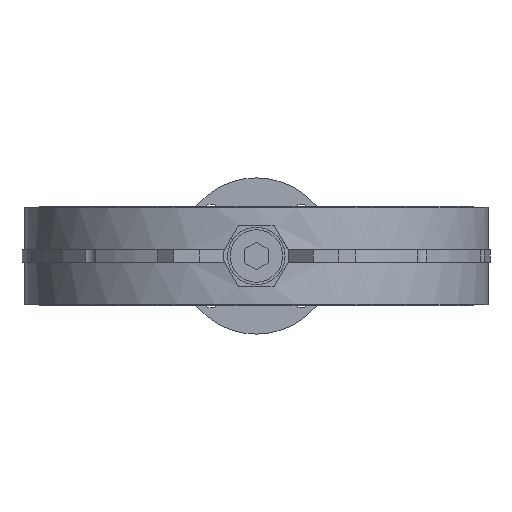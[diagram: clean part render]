
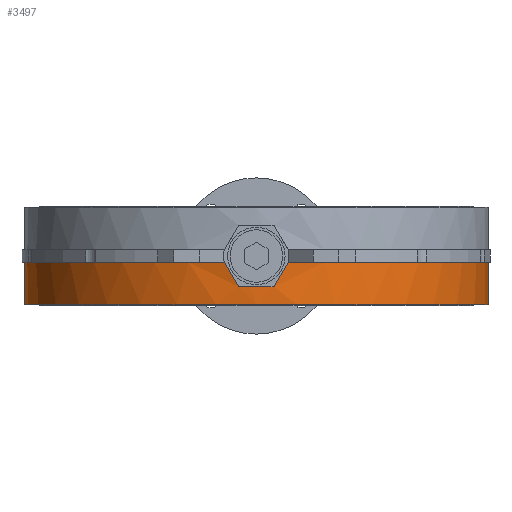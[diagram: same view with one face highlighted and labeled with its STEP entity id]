
A CAD part, front view. The second image highlights one B-rep face of the part: STEP entity #3497.
In plain terms, the highlighted cylindrical face has radius 185.5 mm (diameter 371 mm), a partial arc.
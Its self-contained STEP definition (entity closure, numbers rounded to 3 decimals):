
#237 = EDGE_CURVE ( 'NONE', #19966, #19339, #2097, .T. ) ;
#1528 = CARTESIAN_POINT ( 'NONE',  ( -17.91, -184.672, -17.98 ) ) ;
#1797 = AXIS2_PLACEMENT_3D ( 'NONE', #13161, #4870, #2799 ) ;
#1878 = CARTESIAN_POINT ( 'NONE',  ( 185.5, 0., -39. ) ) ;
#2009 = DIRECTION ( 'NONE',  ( 0., 0., 1. ) ) ;
#2080 = DIRECTION ( 'NONE',  ( 0., 0., 1. ) ) ;
#2097 =( BOUNDED_CURVE ( )  B_SPLINE_CURVE ( 3, ( #11986, #9948, #20185, #18444 ),
 .UNSPECIFIED., .F., .T. ) 
 B_SPLINE_CURVE_WITH_KNOTS ( ( 4, 4 ),
 ( 1.433, 1.494 ),
 .UNSPECIFIED. ) 
 CURVE ( )  GEOMETRIC_REPRESENTATION_ITEM ( )  RATIONAL_B_SPLINE_CURVE ( ( 1., 1., 1., 1. ) ) 
 REPRESENTATION_ITEM ( '' )  );
#2799 = DIRECTION ( 'NONE',  ( 1., 0., 0. ) ) ;
#3333 = LINE ( 'NONE', #16156, #3986 ) ;
#3497 = ADVANCED_FACE ( 'NONE', ( #7580 ), #17223, .T. ) ;
#3545 = VERTEX_POINT ( 'NONE', #9325 ) ;
#3986 = VECTOR ( 'NONE', #2009, 1000. ) ;
#4473 = DIRECTION ( 'NONE',  ( 0., 0., 1. ) ) ;
#4870 = DIRECTION ( 'NONE',  ( 0., 0., 1. ) ) ;
#5282 = LINE ( 'NONE', #24956, #21722 ) ;
#7373 = AXIS2_PLACEMENT_3D ( 'NONE', #11846, #26312, #13904 ) ;
#7580 = FACE_OUTER_BOUND ( 'NONE', #8159, .T. ) ;
#8159 = EDGE_LOOP ( 'NONE', ( #10558, #13036, #9294, #17634, #15841, #20393, #17067, #15040 ) ) ;
#8712 = EDGE_CURVE ( 'NONE', #19339, #9100, #19642, .T. ) ;
#9017 = CARTESIAN_POINT ( 'NONE',  ( -185.5, 0., -39. ) ) ;
#9100 = VERTEX_POINT ( 'NONE', #14632 ) ;
#9294 = ORIENTED_EDGE ( 'NONE', *, *, #13580, .T. ) ;
#9325 = CARTESIAN_POINT ( 'NONE',  ( 185.5, 0., -5. ) ) ;
#9948 = CARTESIAN_POINT ( 'NONE',  ( 21.664, -184.269, -11.478 ) ) ;
#10046 = VERTEX_POINT ( 'NONE', #19769 ) ;
#10182 = CARTESIAN_POINT ( 'NONE',  ( 0., 0., -24.5 ) ) ;
#10558 = ORIENTED_EDGE ( 'NONE', *, *, #19726, .F. ) ;
#10782 = VERTEX_POINT ( 'NONE', #9017 ) ;
#10899 = VERTEX_POINT ( 'NONE', #11545 ) ;
#11318 =( BOUNDED_CURVE ( )  B_SPLINE_CURVE ( 3, ( #13772, #1528, #24267, #20270 ),
 .UNSPECIFIED., .F., .F. ) 
 B_SPLINE_CURVE_WITH_KNOTS ( ( 4, 4 ),
 ( 4.789, 4.85 ),
 .UNSPECIFIED. ) 
 CURVE ( )  GEOMETRIC_REPRESENTATION_ITEM ( )  RATIONAL_B_SPLINE_CURVE ( ( 1., 1., 1., 1. ) ) 
 REPRESENTATION_ITEM ( '' )  );
#11496 = CIRCLE ( 'NONE', #1797, 185.5 ) ;
#11545 = CARTESIAN_POINT ( 'NONE',  ( -25.403, -183.752, -5. ) ) ;
#11608 = EDGE_CURVE ( 'NONE', #19966, #3545, #13895, .T. ) ;
#11846 = CARTESIAN_POINT ( 'NONE',  ( 0., 0., -5. ) ) ;
#11986 = CARTESIAN_POINT ( 'NONE',  ( 25.403, -183.752, -5. ) ) ;
#13036 = ORIENTED_EDGE ( 'NONE', *, *, #21772, .T. ) ;
#13161 = CARTESIAN_POINT ( 'NONE',  ( 0., 0., -39. ) ) ;
#13202 = AXIS2_PLACEMENT_3D ( 'NONE', #22482, #2080, #14074 ) ;
#13580 = EDGE_CURVE ( 'NONE', #17503, #3545, #5282, .T. ) ;
#13629 = DIRECTION ( 'NONE',  ( 1., 0., 0. ) ) ;
#13772 = CARTESIAN_POINT ( 'NONE',  ( -14.145, -184.96, -24.5 ) ) ;
#13895 = CIRCLE ( 'NONE', #13202, 185.5 ) ;
#13904 = DIRECTION ( 'NONE',  ( 1., 0., 0. ) ) ;
#14074 = DIRECTION ( 'NONE',  ( 1., 0., 0. ) ) ;
#14112 = AXIS2_PLACEMENT_3D ( 'NONE', #26218, #23927, #13629 ) ;
#14198 = CARTESIAN_POINT ( 'NONE',  ( 14.145, -184.96, -24.5 ) ) ;
#14632 = CARTESIAN_POINT ( 'NONE',  ( -14.145, -184.96, -24.5 ) ) ;
#15040 = ORIENTED_EDGE ( 'NONE', *, *, #18340, .F. ) ;
#15668 = CIRCLE ( 'NONE', #7373, 185.5 ) ;
#15841 = ORIENTED_EDGE ( 'NONE', *, *, #237, .T. ) ;
#16004 = DIRECTION ( 'NONE',  ( 0., 0., -1. ) ) ;
#16088 = DIRECTION ( 'NONE',  ( 1., 0., 0. ) ) ;
#16156 = CARTESIAN_POINT ( 'NONE',  ( -185.5, 0., 115.101 ) ) ;
#17067 = ORIENTED_EDGE ( 'NONE', *, *, #24432, .T. ) ;
#17223 = CYLINDRICAL_SURFACE ( 'NONE', #14112, 185.5 ) ;
#17503 = VERTEX_POINT ( 'NONE', #1878 ) ;
#17534 = AXIS2_PLACEMENT_3D ( 'NONE', #10182, #16004, #16088 ) ;
#17634 = ORIENTED_EDGE ( 'NONE', *, *, #11608, .F. ) ;
#18340 = EDGE_CURVE ( 'NONE', #10046, #10899, #15668, .T. ) ;
#18444 = CARTESIAN_POINT ( 'NONE',  ( 14.145, -184.96, -24.5 ) ) ;
#19339 = VERTEX_POINT ( 'NONE', #14198 ) ;
#19642 = CIRCLE ( 'NONE', #17534, 185.5 ) ;
#19726 = EDGE_CURVE ( 'NONE', #10782, #10046, #3333, .T. ) ;
#19769 = CARTESIAN_POINT ( 'NONE',  ( -185.5, 0., -5. ) ) ;
#19966 = VERTEX_POINT ( 'NONE', #22662 ) ;
#20185 = CARTESIAN_POINT ( 'NONE',  ( 17.91, -184.672, -17.98 ) ) ;
#20270 = CARTESIAN_POINT ( 'NONE',  ( -25.403, -183.752, -5. ) ) ;
#20393 = ORIENTED_EDGE ( 'NONE', *, *, #8712, .T. ) ;
#21722 = VECTOR ( 'NONE', #4473, 1000. ) ;
#21772 = EDGE_CURVE ( 'NONE', #10782, #17503, #11496, .T. ) ;
#22482 = CARTESIAN_POINT ( 'NONE',  ( 0., 0., -5. ) ) ;
#22662 = CARTESIAN_POINT ( 'NONE',  ( 25.403, -183.752, -5. ) ) ;
#23927 = DIRECTION ( 'NONE',  ( 0., 0., 1. ) ) ;
#24267 = CARTESIAN_POINT ( 'NONE',  ( -21.664, -184.269, -11.478 ) ) ;
#24432 = EDGE_CURVE ( 'NONE', #9100, #10899, #11318, .T. ) ;
#24956 = CARTESIAN_POINT ( 'NONE',  ( 185.5, 0., 115.101 ) ) ;
#26218 = CARTESIAN_POINT ( 'NONE',  ( 0., 0., 115.101 ) ) ;
#26312 = DIRECTION ( 'NONE',  ( 0., 0., 1. ) ) ;
